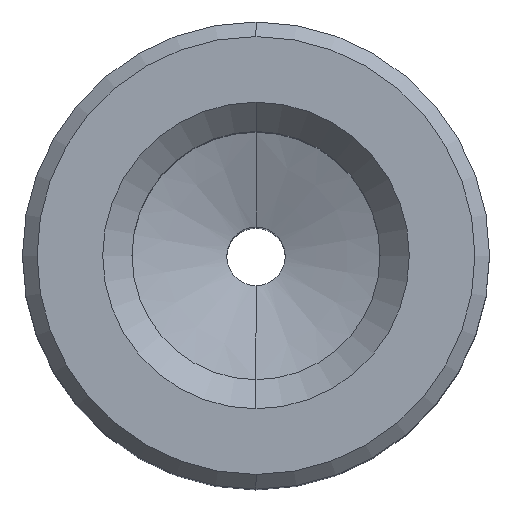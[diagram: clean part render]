
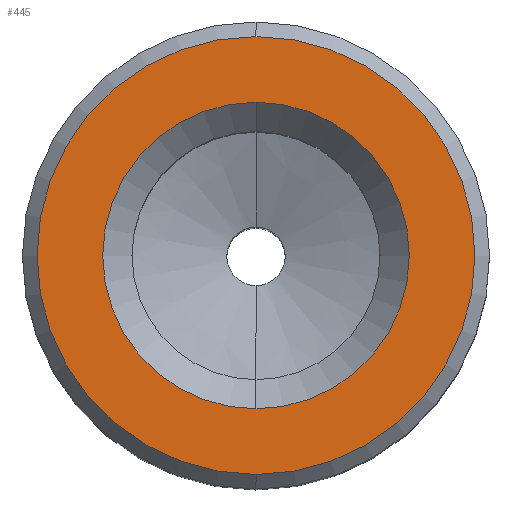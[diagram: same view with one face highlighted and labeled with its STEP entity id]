
A CAD part, top view. The second image highlights one B-rep face of the part: STEP entity #445.
In plain terms, the highlighted planar face has unit normal (0, 0, 1).
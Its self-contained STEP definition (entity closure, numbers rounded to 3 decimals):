
#299=EDGE_CURVE('NONE',#365,#415,#634,.T.);
#365=VERTEX_POINT('NONE',#709);
#373=EDGE_CURVE('NONE',#451,#387,#720,.T.);
#387=VERTEX_POINT('NONE',#738);
#415=VERTEX_POINT('NONE',#768);
#429=EDGE_CURVE('NONE',#387,#451,#782,.T.);
#445=ADVANCED_FACE('NONE',(#801,#802),#803,.F.);
#449=EDGE_CURVE('NONE',#415,#365,#807,.T.);
#451=VERTEX_POINT('NONE',#809);
#634=CIRCLE('',#1028,5.25);
#709=CARTESIAN_POINT('',(0.,-5.25,0.0));
#720=CIRCLE('',#1138,7.5);
#738=CARTESIAN_POINT('',(0.0,-7.5,0.0));
#768=CARTESIAN_POINT('',(0.0,5.25,0.0));
#782=CIRCLE('',#1216,7.5);
#801=FACE_OUTER_BOUND('',#1238,.T.);
#802=FACE_BOUND('',#1239,.T.);
#803=PLANE('',#1240);
#807=CIRCLE('',#1245,5.25);
#809=CARTESIAN_POINT('',(0.,7.5,0.0));
#1028=AXIS2_PLACEMENT_3D('',#1481,#1482,#1483);
#1138=AXIS2_PLACEMENT_3D('',#1603,#1604,#1605);
#1216=AXIS2_PLACEMENT_3D('',#1671,#1672,#1673);
#1238=EDGE_LOOP('',(#1694,#1695));
#1239=EDGE_LOOP('',(#1696,#1697));
#1240=AXIS2_PLACEMENT_3D('',#1698,#1699,#1700);
#1245=AXIS2_PLACEMENT_3D('',#1701,#1702,#1703);
#1481=CARTESIAN_POINT('',(0.0,0.0,0.0));
#1482=DIRECTION('',(0.0,-0.0,1.0));
#1483=DIRECTION('',(0.0,1.0,0.0));
#1603=CARTESIAN_POINT('',(0.0,0.0,0.0));
#1604=DIRECTION('',(-0.0,0.0,1.0));
#1605=DIRECTION('',(0.0,-1.0,0.0));
#1671=CARTESIAN_POINT('',(0.0,0.0,0.0));
#1672=DIRECTION('',(-0.0,0.0,1.0));
#1673=DIRECTION('',(0.0,-1.0,0.0));
#1694=ORIENTED_EDGE('',*,*,#429,.T.);
#1695=ORIENTED_EDGE('',*,*,#373,.T.);
#1696=ORIENTED_EDGE('',*,*,#449,.F.);
#1697=ORIENTED_EDGE('',*,*,#299,.F.);
#1698=CARTESIAN_POINT('',(-8.0,0.0,0.0));
#1699=DIRECTION('',(0.0,0.0,-1.0));
#1700=DIRECTION('',(-1.0,0.0,0.0));
#1701=CARTESIAN_POINT('',(0.0,0.0,0.0));
#1702=DIRECTION('',(0.0,-0.0,1.0));
#1703=DIRECTION('',(0.0,1.0,0.0));
